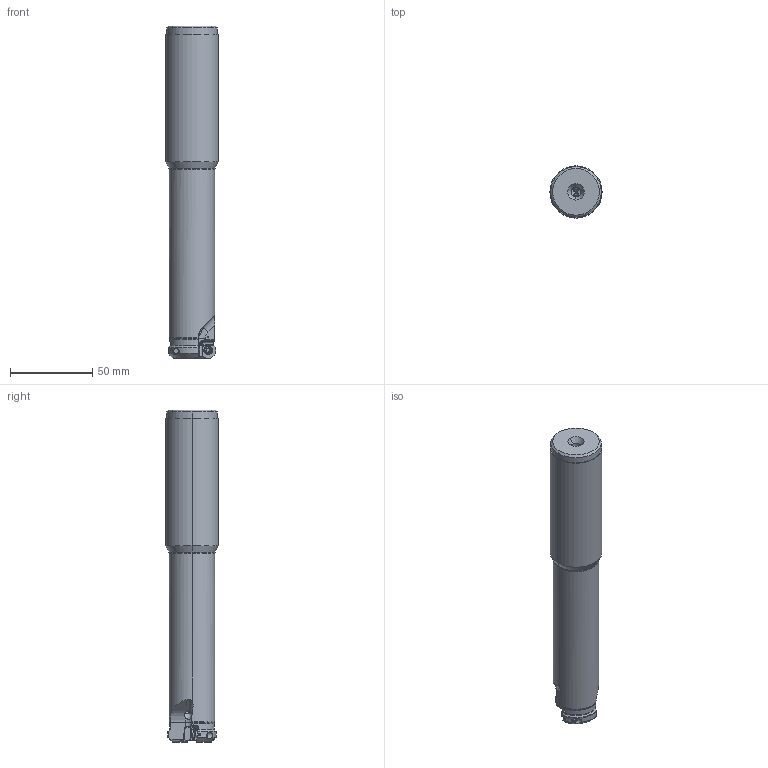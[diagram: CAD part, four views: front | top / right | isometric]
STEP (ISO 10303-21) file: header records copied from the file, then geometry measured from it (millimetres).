
FILE_DESCRIPTION(/* description */ (''),/* implementation_level */ '2;1');
FILE_NAME(/* name */ 'ARP6UPR2002SA20L.stp',/* time_stamp */ '2017-10-10T11:45:53+09:00',/* author */ (''),/* organization */ (''),/* preprocessor_version */ 'ST-DEVELOPER v16',/* originating_system */ 'SIEMENS PLM Software NX 10.0',/* authorisation */ '');
FILE_SCHEMA (('AUTOMOTIVE_DESIGN { 1 0 10303 214 3 1 1 1 }'));
Length unit declared in the file: millimetre
Products named in the file (1): ARP6UPR2002SA20L_ASM
Bounding box: 31.75 x 31.75 x 202.08 mm (x, y, z)
Volume: 127834.1 mm3; surface area: 24056.2 mm2
Topology: 3 solids, 3 shells, 281 faces, 740 edges, 468 vertices
Faces by surface type: cylinder 98, plane 63, cone 44, torus 40, bspline 18, sphere 10, extrusion 8
Entity records: 12679 total; most frequent: CARTESIAN_POINT 5897, ORIENTED_EDGE 1464, DIRECTION 1326, EDGE_CURVE 732, AXIS2_PLACEMENT_3D 543, VERTEX_POINT 468, EDGE_LOOP 300, ADVANCED_FACE 281
